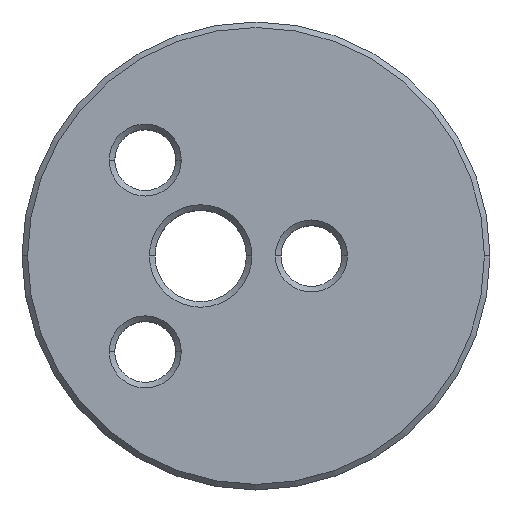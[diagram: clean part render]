
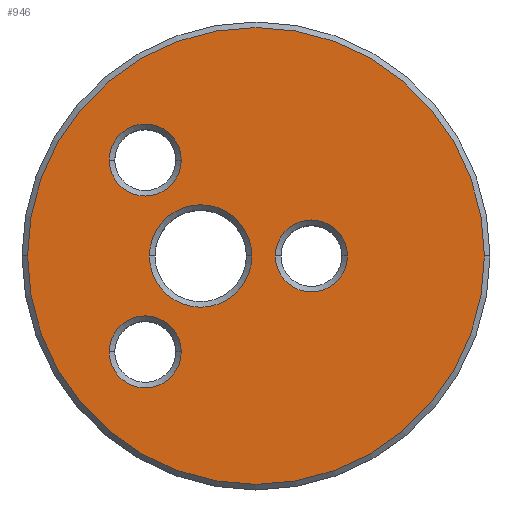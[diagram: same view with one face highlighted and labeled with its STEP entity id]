
A CAD part, top view. The second image highlights one B-rep face of the part: STEP entity #946.
In plain terms, the highlighted planar face has unit normal (0, 0, 1).
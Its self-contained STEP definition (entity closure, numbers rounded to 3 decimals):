
#67 = FACE_BOUND ( 'NONE', #690, .T. ) ;
#97 = CARTESIAN_POINT ( 'NONE',  ( -2., 3.464, 5.2 ) ) ;
#110 = ORIENTED_EDGE ( 'NONE', *, *, #810, .T. ) ;
#123 = DIRECTION ( 'NONE',  ( 0., 0., 1. ) ) ;
#137 = VERTEX_POINT ( 'NONE', #602 ) ;
#141 = DIRECTION ( 'NONE',  ( 1., 0., 0. ) ) ;
#156 = DIRECTION ( 'NONE',  ( 1., 0., 0. ) ) ;
#164 = EDGE_CURVE ( 'NONE', #261, #728, #840, .T. ) ;
#167 = ORIENTED_EDGE ( 'NONE', *, *, #229, .T. ) ;
#207 = AXIS2_PLACEMENT_3D ( 'NONE', #315, #777, #406 ) ;
#215 = EDGE_CURVE ( 'NONE', #886, #137, #442, .T. ) ;
#229 = EDGE_CURVE ( 'NONE', #728, #261, #322, .T. ) ;
#240 = DIRECTION ( 'NONE',  ( 0., 0., -1. ) ) ;
#261 = VERTEX_POINT ( 'NONE', #557 ) ;
#266 = EDGE_CURVE ( 'NONE', #797, #630, #809, .T. ) ;
#268 = CARTESIAN_POINT ( 'NONE',  ( -3.3, -3.464, 5.2 ) ) ;
#278 = VERTEX_POINT ( 'NONE', #460 ) ;
#282 = AXIS2_PLACEMENT_3D ( 'NONE', #399, #712, #156 ) ;
#291 = AXIS2_PLACEMENT_3D ( 'NONE', #508, #349, #814 ) ;
#299 = ORIENTED_EDGE ( 'NONE', *, *, #601, .T. ) ;
#303 = DIRECTION ( 'NONE',  ( 1., 0., 0. ) ) ;
#315 = CARTESIAN_POINT ( 'NONE',  ( -2., -3.464, 5.2 ) ) ;
#322 = CIRCLE ( 'NONE', #680, 1.3 ) ;
#323 = CIRCLE ( 'NONE', #890, 1.3 ) ;
#349 = DIRECTION ( 'NONE',  ( 0., 0., -1. ) ) ;
#358 = EDGE_CURVE ( 'NONE', #278, #461, #323, .T. ) ;
#374 = AXIS2_PLACEMENT_3D ( 'NONE', #1000, #394, #623 ) ;
#381 = CARTESIAN_POINT ( 'NONE',  ( 0.5, -0.866, 5.2 ) ) ;
#393 = CARTESIAN_POINT ( 'NONE',  ( -0.7, -3.464, 5.2 ) ) ;
#394 = DIRECTION ( 'NONE',  ( 0., 0., -1. ) ) ;
#398 = AXIS2_PLACEMENT_3D ( 'NONE', #381, #123, #831 ) ;
#399 = CARTESIAN_POINT ( 'NONE',  ( 4., 0., 5.2 ) ) ;
#406 = DIRECTION ( 'NONE',  ( 1., 0., 0. ) ) ;
#417 = VERTEX_POINT ( 'NONE', #938 ) ;
#421 = ORIENTED_EDGE ( 'NONE', *, *, #628, .T. ) ;
#429 = CIRCLE ( 'NONE', #798, 1.85 ) ;
#441 = DIRECTION ( 'NONE',  ( 0., 0., -1. ) ) ;
#442 = CIRCLE ( 'NONE', #756, 8.25 ) ;
#460 = CARTESIAN_POINT ( 'NONE',  ( -3.3, 3.464, 5.2 ) ) ;
#461 = VERTEX_POINT ( 'NONE', #915 ) ;
#466 = CIRCLE ( 'NONE', #291, 1.3 ) ;
#471 = DIRECTION ( 'NONE',  ( 1., 0., 0. ) ) ;
#481 = CIRCLE ( 'NONE', #801, 8.25 ) ;
#486 = DIRECTION ( 'NONE',  ( 1., 0., 0. ) ) ;
#498 = EDGE_CURVE ( 'NONE', #951, #417, #429, .T. ) ;
#500 = CARTESIAN_POINT ( 'NONE',  ( 2., 0., 5.2 ) ) ;
#508 = CARTESIAN_POINT ( 'NONE',  ( -2., 3.464, 5.2 ) ) ;
#524 = CARTESIAN_POINT ( 'NONE',  ( 1.85, 0., 5.2 ) ) ;
#536 = EDGE_LOOP ( 'NONE', ( #421, #658 ) ) ;
#539 = CARTESIAN_POINT ( 'NONE',  ( 0., 0., 5.2 ) ) ;
#544 = CIRCLE ( 'NONE', #207, 1.3 ) ;
#548 = DIRECTION ( 'NONE',  ( 0., 0., 1. ) ) ;
#556 = CARTESIAN_POINT ( 'NONE',  ( 2.7, 0., 5.2 ) ) ;
#557 = CARTESIAN_POINT ( 'NONE',  ( 5.3, 0., 5.2 ) ) ;
#569 = ORIENTED_EDGE ( 'NONE', *, *, #215, .T. ) ;
#601 = EDGE_CURVE ( 'NONE', #417, #951, #688, .T. ) ;
#602 = CARTESIAN_POINT ( 'NONE',  ( 10.25, 0., 5.2 ) ) ;
#604 = FACE_BOUND ( 'NONE', #922, .T. ) ;
#609 = PLANE ( 'NONE',  #398 ) ;
#619 = ORIENTED_EDGE ( 'NONE', *, *, #498, .T. ) ;
#623 = DIRECTION ( 'NONE',  ( 1., 0., 0. ) ) ;
#628 = EDGE_CURVE ( 'NONE', #630, #797, #544, .T. ) ;
#630 = VERTEX_POINT ( 'NONE', #393 ) ;
#648 = EDGE_LOOP ( 'NONE', ( #888, #167 ) ) ;
#649 = DIRECTION ( 'NONE',  ( 1., 0., 0. ) ) ;
#656 = AXIS2_PLACEMENT_3D ( 'NONE', #865, #874, #486 ) ;
#658 = ORIENTED_EDGE ( 'NONE', *, *, #266, .T. ) ;
#680 = AXIS2_PLACEMENT_3D ( 'NONE', #708, #847, #471 ) ;
#683 = FACE_BOUND ( 'NONE', #536, .T. ) ;
#688 = CIRCLE ( 'NONE', #656, 1.85 ) ;
#690 = EDGE_LOOP ( 'NONE', ( #792, #872 ) ) ;
#708 = CARTESIAN_POINT ( 'NONE',  ( 4., 0., 5.2 ) ) ;
#712 = DIRECTION ( 'NONE',  ( 0., 0., -1. ) ) ;
#728 = VERTEX_POINT ( 'NONE', #556 ) ;
#736 = DIRECTION ( 'NONE',  ( 1., 0., 0. ) ) ;
#751 = FACE_BOUND ( 'NONE', #648, .T. ) ;
#753 = EDGE_LOOP ( 'NONE', ( #569, #110 ) ) ;
#756 = AXIS2_PLACEMENT_3D ( 'NONE', #768, #548, #141 ) ;
#768 = CARTESIAN_POINT ( 'NONE',  ( 2., 0., 5.2 ) ) ;
#777 = DIRECTION ( 'NONE',  ( 0., 0., -1. ) ) ;
#792 = ORIENTED_EDGE ( 'NONE', *, *, #846, .T. ) ;
#797 = VERTEX_POINT ( 'NONE', #268 ) ;
#798 = AXIS2_PLACEMENT_3D ( 'NONE', #539, #441, #303 ) ;
#801 = AXIS2_PLACEMENT_3D ( 'NONE', #500, #889, #649 ) ;
#809 = CIRCLE ( 'NONE', #374, 1.3 ) ;
#810 = EDGE_CURVE ( 'NONE', #137, #886, #481, .T. ) ;
#814 = DIRECTION ( 'NONE',  ( 1., 0., 0. ) ) ;
#831 = DIRECTION ( 'NONE',  ( 1., 0., 0. ) ) ;
#835 = FACE_OUTER_BOUND ( 'NONE', #753, .T. ) ;
#840 = CIRCLE ( 'NONE', #282, 1.3 ) ;
#846 = EDGE_CURVE ( 'NONE', #461, #278, #466, .T. ) ;
#847 = DIRECTION ( 'NONE',  ( 0., 0., -1. ) ) ;
#865 = CARTESIAN_POINT ( 'NONE',  ( 0., 0., 5.2 ) ) ;
#872 = ORIENTED_EDGE ( 'NONE', *, *, #358, .T. ) ;
#874 = DIRECTION ( 'NONE',  ( 0., 0., -1. ) ) ;
#886 = VERTEX_POINT ( 'NONE', #914 ) ;
#888 = ORIENTED_EDGE ( 'NONE', *, *, #164, .T. ) ;
#889 = DIRECTION ( 'NONE',  ( 0., 0., 1. ) ) ;
#890 = AXIS2_PLACEMENT_3D ( 'NONE', #97, #240, #736 ) ;
#914 = CARTESIAN_POINT ( 'NONE',  ( -6.25, 0., 5.2 ) ) ;
#915 = CARTESIAN_POINT ( 'NONE',  ( -0.7, 3.464, 5.2 ) ) ;
#922 = EDGE_LOOP ( 'NONE', ( #619, #299 ) ) ;
#938 = CARTESIAN_POINT ( 'NONE',  ( -1.85, 0., 5.2 ) ) ;
#946 = ADVANCED_FACE ( 'NONE', ( #835, #604, #67, #751, #683 ), #609, .T. ) ;
#951 = VERTEX_POINT ( 'NONE', #524 ) ;
#1000 = CARTESIAN_POINT ( 'NONE',  ( -2., -3.464, 5.2 ) ) ;
